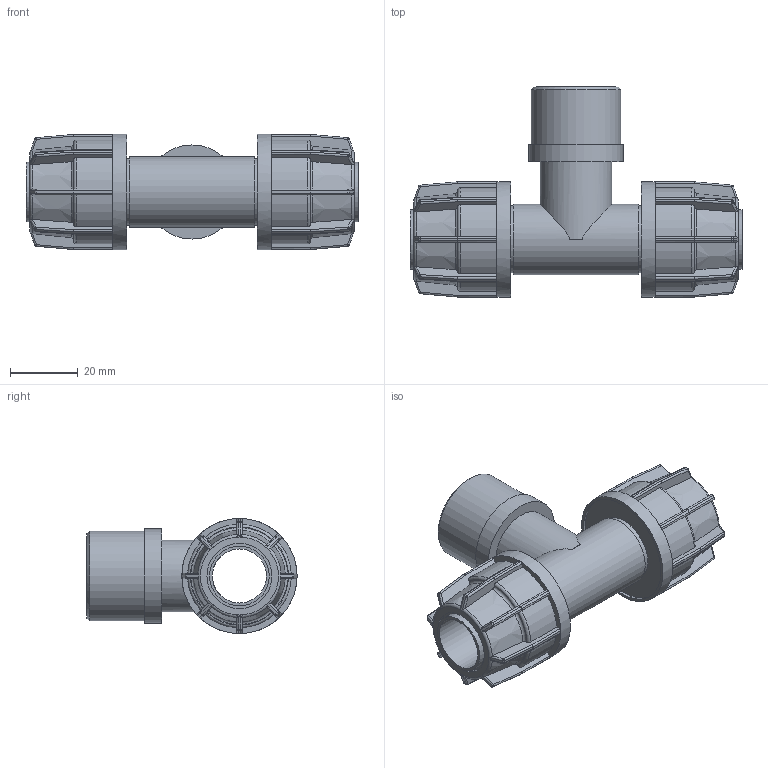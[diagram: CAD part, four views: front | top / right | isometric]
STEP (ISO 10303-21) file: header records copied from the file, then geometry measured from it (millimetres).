
FILE_DESCRIPTION(/* description */ ('PLASSON IRRIFIT TEE 16-3/4"-16'),/* implementation_level */ '2;1');
FILE_NAME(/* name */ '048407016007.ipt.stp',/* time_stamp */ '2018-04-09T13:00:00+03:00',/* author */ ('KIM'),/* organization */ (''),/* preprocessor_version */ 'ST-DEVELOPER v15.6',/* originating_system */ 'Autodesk Inventor 2015',/* authorisation */ '');
FILE_SCHEMA (('AUTOMOTIVE_DESIGN { 1 0 10303 214 3 1 1 }'));
Length unit declared in the file: millimetre
Products named in the file (1): 048407016007
Bounding box: 98 x 62 x 34 mm (x, y, z)
Volume: 39557.5 mm3; surface area: 22584.7 mm2
Topology: 2 solids, 2 shells, 535 faces, 1273 edges, 734 vertices
Faces by surface type: plane 258, cylinder 161, sphere 64, torus 35, cone 17
Full cylindrical faces by diameter (mm): 15.865 x1, 16 x1, 17.6 x2, 19.2 x2, 19.76 x2, 20.8 x1, 21.153 x2, 26.441 x1, 27.763 x1, 32.3 x2, 34 x2
Entity records: 15836 total; most frequent: CARTESIAN_POINT 4180, DIRECTION 2450, ORIENTED_EDGE 2412, EDGE_CURVE 1206, AXIS2_PLACEMENT_3D 984, VERTEX_POINT 708, EDGE_LOOP 572, FACE_OUTER_BOUND 534
